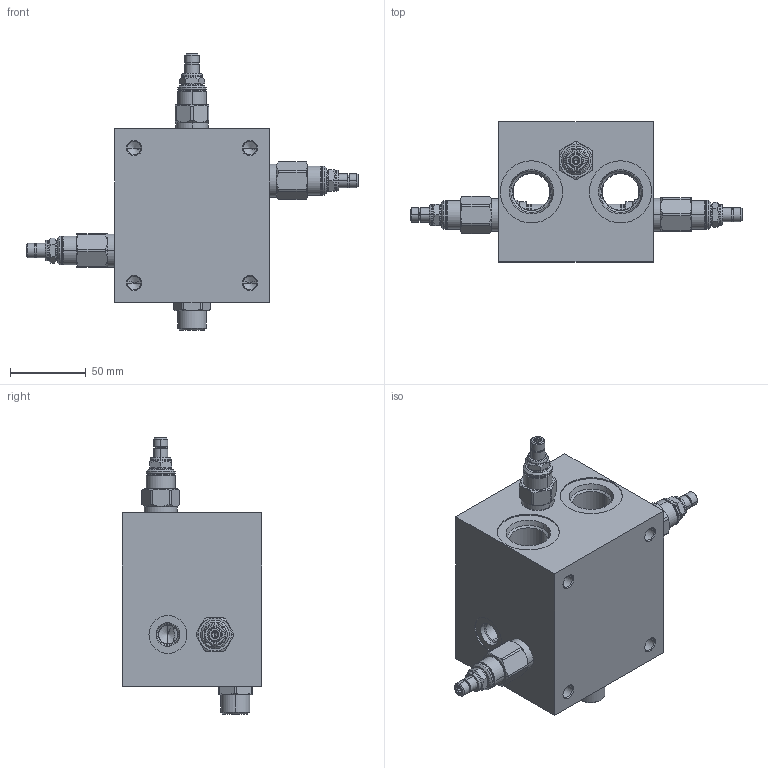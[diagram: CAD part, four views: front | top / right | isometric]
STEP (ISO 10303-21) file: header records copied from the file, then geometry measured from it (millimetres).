
FILE_DESCRIPTION((''),'2;1');
FILE_NAME('XRDBLANAL_ASM','2024-07-10T',('ProEService'),(''),'PRO/ENGINEER BY PARAMETRIC TECHNOLOGY CORPORATION, 2014200','PRO/ENGINEER BY PARAMETRIC TECHNOLOGY CORPORATION, 2014200','');
FILE_SCHEMA(('CONFIG_CONTROL_DESIGN'));
Length unit declared in the file: inch
Products named in the file (5): 152-730-001; DSCHXHN; RDDALAN; RPECLNN; XRDBLANAL_ASM
Assembly tree (5 placements, depth 2):
  XRDBLANAL_ASM
    152-730-001
    DSCHXHN
    RDDALAN  x2
    RPECLNN
Bounding box: 218.74 x 92.08 x 181.86 mm (x, y, z)
Volume: 949821.8 mm3; surface area: 138771.5 mm2
Topology: 12 solids, 13 shells, 1297 faces, 3418 edges, 2399 vertices
Faces by surface type: cylinder 527, cone 298, plane 255, torus 189, revolution 28
Entity records: 40628 total; most frequent: CARTESIAN_POINT 12859, DIRECTION 6168, ORIENTED_EDGE 5006, EDGE_CURVE 2503, AXIS2_PLACEMENT_3D 2439, VERTEX_POINT 1524, CIRCLE 1335, EDGE_LOOP 1299
